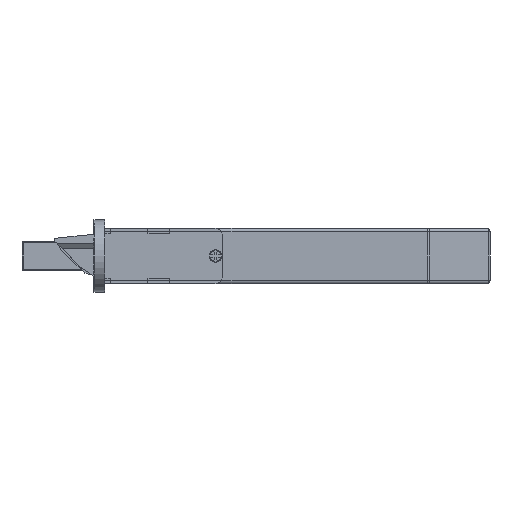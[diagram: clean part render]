
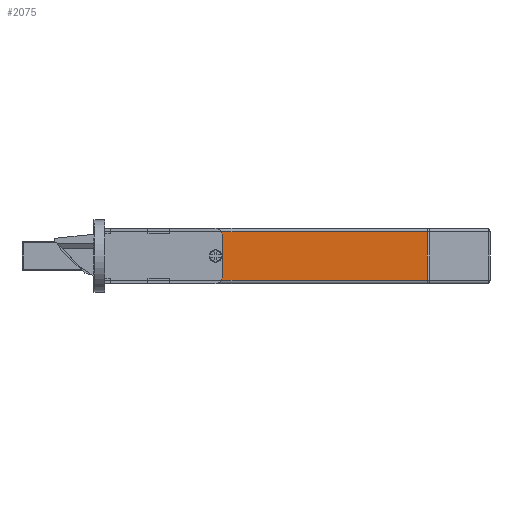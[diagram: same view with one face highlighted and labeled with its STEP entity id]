
A CAD part, front view. The second image highlights one B-rep face of the part: STEP entity #2075.
In plain terms, the highlighted planar face has unit normal (0, -1, 0).
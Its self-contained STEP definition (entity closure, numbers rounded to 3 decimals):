
#244 = LINE ( 'NONE', #9187, #3414 ) ;
#1090 = EDGE_CURVE ( 'NONE', #11221, #11196, #2566, .T. ) ;
#1420 = CIRCLE ( 'NONE', #3997, 1.75 ) ;
#1747 = DIRECTION ( 'NONE',  ( -1., 0., 0. ) ) ;
#1906 = FACE_OUTER_BOUND ( 'NONE', #7096, .T. ) ;
#2042 = ORIENTED_EDGE ( 'NONE', *, *, #3373, .T. ) ;
#2072 = CARTESIAN_POINT ( 'NONE',  ( 14., -14.7, 12.75 ) ) ;
#2075 = ADVANCED_FACE ( 'NONE', ( #2937, #1906 ), #4887, .T. ) ;
#2101 = CARTESIAN_POINT ( 'NONE',  ( 104., -14.7, -0.75 ) ) ;
#2159 = EDGE_CURVE ( 'NONE', #10655, #11196, #5821, .T. ) ;
#2359 = DIRECTION ( 'NONE',  ( 1., 0., 0. ) ) ;
#2410 = CARTESIAN_POINT ( 'NONE',  ( 14., -14.7, -1.75 ) ) ;
#2566 = LINE ( 'NONE', #6135, #10614 ) ;
#2687 = CARTESIAN_POINT ( 'NONE',  ( 44.75, -14.7, 7.75 ) ) ;
#2711 = DIRECTION ( 'NONE',  ( 0., 0., -1. ) ) ;
#2937 = FACE_BOUND ( 'NONE', #5219, .T. ) ;
#2961 = LINE ( 'NONE', #2101, #5961 ) ;
#3267 = ORIENTED_EDGE ( 'NONE', *, *, #11237, .F. ) ;
#3373 = EDGE_CURVE ( 'NONE', #5912, #11221, #244, .T. ) ;
#3414 = VECTOR ( 'NONE', #3767, 1000. ) ;
#3767 = DIRECTION ( 'NONE',  ( 0., 0., 1. ) ) ;
#3821 = ORIENTED_EDGE ( 'NONE', *, *, #1090, .T. ) ;
#3997 = AXIS2_PLACEMENT_3D ( 'NONE', #9265, #9208, #4763 ) ;
#4080 = DIRECTION ( 'NONE',  ( 0., -1., 0. ) ) ;
#4333 = VERTEX_POINT ( 'NONE', #2687 ) ;
#4479 = VERTEX_POINT ( 'NONE', #9146 ) ;
#4763 = DIRECTION ( 'NONE',  ( 0., 0., -1. ) ) ;
#4887 = PLANE ( 'NONE',  #7728 ) ;
#5219 = EDGE_LOOP ( 'NONE', ( #5828, #3267 ) ) ;
#5504 = CARTESIAN_POINT ( 'NONE',  ( 14., -14.7, -0.75 ) ) ;
#5618 = DIRECTION ( 'NONE',  ( 1., 0., 0. ) ) ;
#5821 = LINE ( 'NONE', #8351, #9775 ) ;
#5828 = ORIENTED_EDGE ( 'NONE', *, *, #8531, .F. ) ;
#5912 = VERTEX_POINT ( 'NONE', #9685 ) ;
#5961 = VECTOR ( 'NONE', #5618, 1000. ) ;
#6135 = CARTESIAN_POINT ( 'NONE',  ( 14., -14.7, 12.75 ) ) ;
#6172 = CIRCLE ( 'NONE', #8002, 1.75 ) ;
#7096 = EDGE_LOOP ( 'NONE', ( #9820, #8442, #2042, #3821 ) ) ;
#7265 = DIRECTION ( 'NONE',  ( 0., -1., 0. ) ) ;
#7728 = AXIS2_PLACEMENT_3D ( 'NONE', #2410, #4080, #2359 ) ;
#8002 = AXIS2_PLACEMENT_3D ( 'NONE', #8116, #7265, #2711 ) ;
#8116 = CARTESIAN_POINT ( 'NONE',  ( 44.75, -14.7, 6. ) ) ;
#8351 = CARTESIAN_POINT ( 'NONE',  ( 14., -14.7, -1.75 ) ) ;
#8442 = ORIENTED_EDGE ( 'NONE', *, *, #10665, .T. ) ;
#8531 = EDGE_CURVE ( 'NONE', #4479, #4333, #1420, .T. ) ;
#9146 = CARTESIAN_POINT ( 'NONE',  ( 44.75, -14.7, 4.25 ) ) ;
#9187 = CARTESIAN_POINT ( 'NONE',  ( 103.586, -14.7, -1.75 ) ) ;
#9208 = DIRECTION ( 'NONE',  ( 0., -1., 0. ) ) ;
#9265 = CARTESIAN_POINT ( 'NONE',  ( 44.75, -14.7, 6. ) ) ;
#9337 = DIRECTION ( 'NONE',  ( 0., 0., 1. ) ) ;
#9685 = CARTESIAN_POINT ( 'NONE',  ( 103.586, -14.7, -0.75 ) ) ;
#9775 = VECTOR ( 'NONE', #9337, 1000. ) ;
#9820 = ORIENTED_EDGE ( 'NONE', *, *, #2159, .F. ) ;
#9861 = CARTESIAN_POINT ( 'NONE',  ( 103.586, -14.7, 12.75 ) ) ;
#10614 = VECTOR ( 'NONE', #1747, 1000. ) ;
#10655 = VERTEX_POINT ( 'NONE', #5504 ) ;
#10665 = EDGE_CURVE ( 'NONE', #10655, #5912, #2961, .T. ) ;
#11196 = VERTEX_POINT ( 'NONE', #2072 ) ;
#11221 = VERTEX_POINT ( 'NONE', #9861 ) ;
#11237 = EDGE_CURVE ( 'NONE', #4333, #4479, #6172, .T. ) ;
